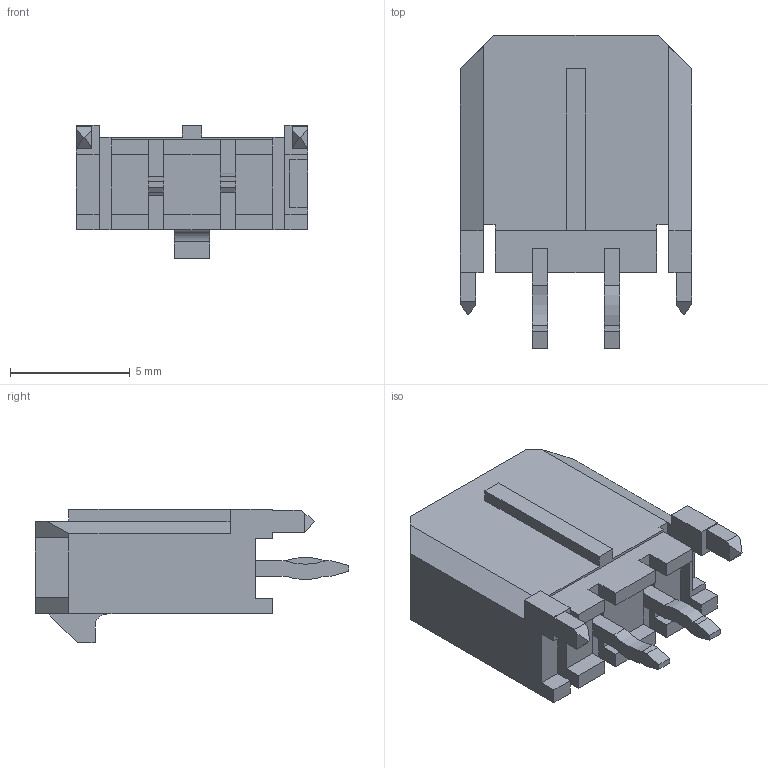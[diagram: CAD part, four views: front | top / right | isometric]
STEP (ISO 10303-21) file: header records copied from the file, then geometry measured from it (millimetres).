
FILE_DESCRIPTION((''),'2;1');
FILE_NAME('436500215','2007-09-24T',('gga'),(''),'PRO/ENGINEER BY PARAMETRIC TECHNOLOGY CORPORATION, 2003451','PRO/ENGINEER BY PARAMETRIC TECHNOLOGY CORPORATION, 2003451','');
FILE_SCHEMA(('CONFIG_CONTROL_DESIGN'));
Length unit declared in the file: millimetre
Products named in the file (1): 436500215
Bounding box: 9.65 x 13.08 x 5.57 mm (x, y, z)
Volume: 282.6 mm3; surface area: 502.3 mm2
Topology: 1 solids, 1 shells, 129 faces, 365 edges, 241 vertices
Faces by surface type: plane 124, cylinder 5
Entity records: 4108 total; most frequent: CARTESIAN_POINT 721, ORIENTED_EDGE 700, DIRECTION 643, EDGE_CURVE 350, VECTOR 347, LINE 347, VERTEX_POINT 226, AXIS2_PLACEMENT_3D 148
